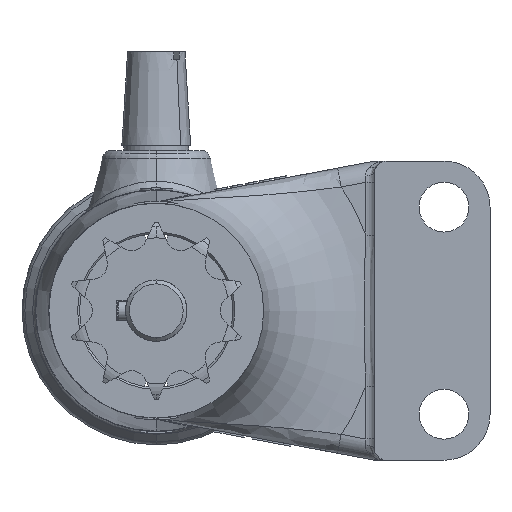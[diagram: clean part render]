
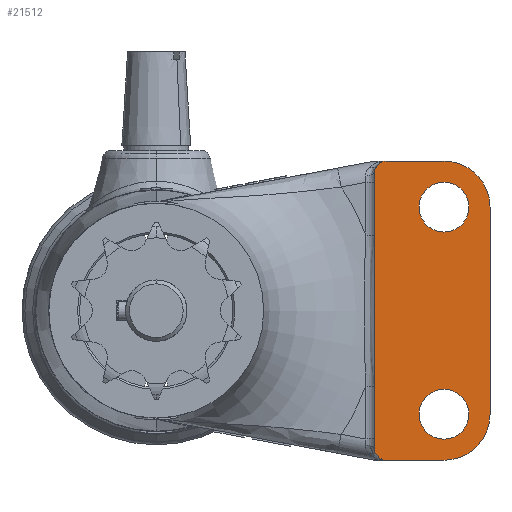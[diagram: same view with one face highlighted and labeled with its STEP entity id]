
A CAD part, left-side view. The second image highlights one B-rep face of the part: STEP entity #21512.
In plain terms, the highlighted planar face has unit normal (-1, 0, 0).
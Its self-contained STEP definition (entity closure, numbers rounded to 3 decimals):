
#21 = EDGE_CURVE ( 'NONE', #23478, #23602, #1044, .T. ) ;
#22 = EDGE_CURVE ( 'NONE', #23557, #23318, #1018, .T. ) ;
#266 = EDGE_CURVE ( 'NONE', #23318, #23557, #1068, .T. ) ;
#268 = EDGE_CURVE ( 'NONE', #23602, #23478, #1071, .T. ) ;
#520 = EDGE_CURVE ( 'NONE', #5919, #26448, #3652, .T. ) ;
#521 = EDGE_CURVE ( 'NONE', #5929, #5759, #3615, .T. ) ;
#528 = EDGE_CURVE ( 'NONE', #5919, #5929, #3216, .T. ) ;
#559 = EDGE_CURVE ( 'NONE', #5759, #6005, #3230, .T. ) ;
#622 = CARTESIAN_POINT ( 'NONE',  ( 57., -57., 36.858 ) ) ;
#623 = CARTESIAN_POINT ( 'NONE',  ( 57., -57.352, 37.451 ) ) ;
#624 = CARTESIAN_POINT ( 'NONE',  ( 57., -57.167, 37.161 ) ) ;
#657 = CARTESIAN_POINT ( 'NONE',  ( 57., -57.167, -37.161 ) ) ;
#670 = CARTESIAN_POINT ( 'NONE',  ( 57., -57.352, -37.451 ) ) ;
#674 = CARTESIAN_POINT ( 'NONE',  ( 57., -57., -36.858 ) ) ;
#787 = CARTESIAN_POINT ( 'NONE',  ( 57., -57.551, -37.733 ) ) ;
#1018 = CIRCLE ( 'NONE', #22542, 6.5 ) ;
#1044 = CIRCLE ( 'NONE', #22541, 6.5 ) ;
#1068 = CIRCLE ( 'NONE', #22604, 6.5 ) ;
#1071 = CIRCLE ( 'NONE', #22614, 6.5 ) ;
#2037 = DIRECTION ( 'NONE',  ( 0., 0., 1. ) ) ;
#2039 = DIRECTION ( 'NONE',  ( -1., 0., 0. ) ) ;
#2040 = DIRECTION ( 'NONE',  ( -1., 0., 0. ) ) ;
#2066 = CARTESIAN_POINT ( 'NONE',  ( 57., -75., -27. ) ) ;
#2073 = CARTESIAN_POINT ( 'NONE',  ( 57., -75., 27. ) ) ;
#2074 = DIRECTION ( 'NONE',  ( 0., 0., 1. ) ) ;
#3216 = B_SPLINE_CURVE_WITH_KNOTS ( 'NONE', 3,
 ( #16287, #623, #624, #622 ),
 .UNSPECIFIED., .F., .F.,
 ( 4, 4 ),
 ( 0., 0.001 ),
 .UNSPECIFIED. ) ;
#3230 = B_SPLINE_CURVE_WITH_KNOTS ( 'NONE', 3,
 ( #674, #657, #670, #787 ),
 .UNSPECIFIED., .F., .F.,
 ( 4, 4 ),
 ( 0., 0.001 ),
 .UNSPECIFIED. ) ;
#3615 = LINE ( 'NONE', #15847, #3647 ) ;
#3647 = VECTOR ( 'NONE', #15846, 1000. ) ;
#3652 = CIRCLE ( 'NONE', #22677, 3. ) ;
#3743 = LINE ( 'NONE', #32771, #3745 ) ;
#3745 = VECTOR ( 'NONE', #32763, 1000. ) ;
#3923 = CIRCLE ( 'NONE', #22721, 3. ) ;
#4220 = EDGE_CURVE ( 'NONE', #5562, #5954, #3743, .T. ) ;
#5401 = VERTEX_POINT ( 'NONE', #32941 ) ;
#5562 = VERTEX_POINT ( 'NONE', #11864 ) ;
#5759 = VERTEX_POINT ( 'NONE', #11679 ) ;
#5919 = VERTEX_POINT ( 'NONE', #12527 ) ;
#5929 = VERTEX_POINT ( 'NONE', #12234 ) ;
#5942 = VERTEX_POINT ( 'NONE', #12248 ) ;
#5954 = VERTEX_POINT ( 'NONE', #12504 ) ;
#6005 = VERTEX_POINT ( 'NONE', #12495 ) ;
#7835 = FACE_BOUND ( 'NONE', #34053, .T. ) ;
#7841 = FACE_BOUND ( 'NONE', #33491, .T. ) ;
#7843 = FACE_OUTER_BOUND ( 'NONE', #33439, .T. ) ;
#8058 = EDGE_CURVE ( 'NONE', #6005, #5954, #3923, .T. ) ;
#8155 = EDGE_CURVE ( 'NONE', #5942, #5562, #8656, .T. ) ;
#8159 = EDGE_CURVE ( 'NONE', #26347, #5942, #8658, .T. ) ;
#8164 = EDGE_CURVE ( 'NONE', #5401, #26347, #8669, .T. ) ;
#8173 = EDGE_CURVE ( 'NONE', #26448, #5401, #8677, .T. ) ;
#8656 = CIRCLE ( 'NONE', #22740, 12. ) ;
#8658 = LINE ( 'NONE', #9886, #8659 ) ;
#8659 = VECTOR ( 'NONE', #9912, 1000. ) ;
#8669 = CIRCLE ( 'NONE', #22742, 12. ) ;
#8677 = LINE ( 'NONE', #10004, #8678 ) ;
#8678 = VECTOR ( 'NONE', #10006, 1000. ) ;
#9642 = ORIENTED_EDGE ( 'NONE', *, *, #8058, .T. ) ;
#9643 = ORIENTED_EDGE ( 'NONE', *, *, #521, .T. ) ;
#9644 = ORIENTED_EDGE ( 'NONE', *, *, #528, .T. ) ;
#9645 = ORIENTED_EDGE ( 'NONE', *, *, #559, .T. ) ;
#9646 = ORIENTED_EDGE ( 'NONE', *, *, #520, .F. ) ;
#9647 = ORIENTED_EDGE ( 'NONE', *, *, #8173, .F. ) ;
#9648 = ORIENTED_EDGE ( 'NONE', *, *, #8164, .F. ) ;
#9649 = ORIENTED_EDGE ( 'NONE', *, *, #8159, .F. ) ;
#9650 = ORIENTED_EDGE ( 'NONE', *, *, #8155, .F. ) ;
#9652 = ORIENTED_EDGE ( 'NONE', *, *, #4220, .F. ) ;
#9654 = ORIENTED_EDGE ( 'NONE', *, *, #268, .F. ) ;
#9655 = ORIENTED_EDGE ( 'NONE', *, *, #21, .F. ) ;
#9657 = ORIENTED_EDGE ( 'NONE', *, *, #266, .F. ) ;
#9659 = ORIENTED_EDGE ( 'NONE', *, *, #22, .F. ) ;
#9819 = CARTESIAN_POINT ( 'NONE',  ( 57., -75., -27. ) ) ;
#9877 = DIRECTION ( 'NONE',  ( 1., 0., 0. ) ) ;
#9879 = DIRECTION ( 'NONE',  ( 0., 0., 1. ) ) ;
#9886 = CARTESIAN_POINT ( 'NONE',  ( 57., -87., -39. ) ) ;
#9912 = DIRECTION ( 'NONE',  ( 0., 0., -1. ) ) ;
#9931 = CARTESIAN_POINT ( 'NONE',  ( 57., -75., 27. ) ) ;
#9938 = DIRECTION ( 'NONE',  ( 1., 0., 0. ) ) ;
#9940 = DIRECTION ( 'NONE',  ( 0., 0., 1. ) ) ;
#10004 = CARTESIAN_POINT ( 'NONE',  ( 57., -87., 39. ) ) ;
#10006 = DIRECTION ( 'NONE',  ( 0., -1., 0. ) ) ;
#11423 = DIRECTION ( 'NONE',  ( 0., 0., 1. ) ) ;
#11679 = CARTESIAN_POINT ( 'NONE',  ( 57., -57., -36.858 ) ) ;
#11864 = CARTESIAN_POINT ( 'NONE',  ( 57., -75., -39. ) ) ;
#12234 = CARTESIAN_POINT ( 'NONE',  ( 57., -57., 36.858 ) ) ;
#12248 = CARTESIAN_POINT ( 'NONE',  ( 57., -87., -27. ) ) ;
#12495 = CARTESIAN_POINT ( 'NONE',  ( 57., -57.551, -37.733 ) ) ;
#12504 = CARTESIAN_POINT ( 'NONE',  ( 57., -60., -39. ) ) ;
#12520 = DIRECTION ( 'NONE',  ( -1., 0., 0. ) ) ;
#12521 = CARTESIAN_POINT ( 'NONE',  ( 57., -60., -36. ) ) ;
#12527 = CARTESIAN_POINT ( 'NONE',  ( 57., -57.551, 37.733 ) ) ;
#13005 = AXIS2_PLACEMENT_3D ( 'NONE', #14305, #14313, #14314 ) ;
#14294 = PLANE ( 'NONE',  #13005 ) ;
#14305 = CARTESIAN_POINT ( 'NONE',  ( 57., -75., -27. ) ) ;
#14313 = DIRECTION ( 'NONE',  ( -1., 0., 0. ) ) ;
#14314 = DIRECTION ( 'NONE',  ( 0., 0., 1. ) ) ;
#15818 = DIRECTION ( 'NONE',  ( 0., 0., 1. ) ) ;
#15819 = DIRECTION ( 'NONE',  ( 1., 0., 0. ) ) ;
#15846 = DIRECTION ( 'NONE',  ( 0., 0., -1. ) ) ;
#15847 = CARTESIAN_POINT ( 'NONE',  ( 57., -57., 39. ) ) ;
#16287 = CARTESIAN_POINT ( 'NONE',  ( 57., -57.551, 37.733 ) ) ;
#16293 = CARTESIAN_POINT ( 'NONE',  ( 57., -60., 36. ) ) ;
#21512 = ADVANCED_FACE ( 'NONE', ( #7835, #7841, #7843 ), #14294, .T. ) ;
#22541 = AXIS2_PLACEMENT_3D ( 'NONE', #26107, #26106, #26062 ) ;
#22542 = AXIS2_PLACEMENT_3D ( 'NONE', #25508, #25799, #25619 ) ;
#22604 = AXIS2_PLACEMENT_3D ( 'NONE', #2066, #2039, #2037 ) ;
#22614 = AXIS2_PLACEMENT_3D ( 'NONE', #2073, #2040, #2074 ) ;
#22677 = AXIS2_PLACEMENT_3D ( 'NONE', #16293, #15819, #15818 ) ;
#22721 = AXIS2_PLACEMENT_3D ( 'NONE', #12521, #12520, #11423 ) ;
#22740 = AXIS2_PLACEMENT_3D ( 'NONE', #9819, #9877, #9879 ) ;
#22742 = AXIS2_PLACEMENT_3D ( 'NONE', #9931, #9938, #9940 ) ;
#23318 = VERTEX_POINT ( 'NONE', #29082 ) ;
#23478 = VERTEX_POINT ( 'NONE', #29248 ) ;
#23557 = VERTEX_POINT ( 'NONE', #29332 ) ;
#23602 = VERTEX_POINT ( 'NONE', #29386 ) ;
#25508 = CARTESIAN_POINT ( 'NONE',  ( 57., -75., -27. ) ) ;
#25619 = DIRECTION ( 'NONE',  ( 0., 0., 1. ) ) ;
#25799 = DIRECTION ( 'NONE',  ( -1., 0., 0. ) ) ;
#26062 = DIRECTION ( 'NONE',  ( 0., 0., 1. ) ) ;
#26106 = DIRECTION ( 'NONE',  ( -1., 0., 0. ) ) ;
#26107 = CARTESIAN_POINT ( 'NONE',  ( 57., -75., 27. ) ) ;
#26347 = VERTEX_POINT ( 'NONE', #29515 ) ;
#26448 = VERTEX_POINT ( 'NONE', #29529 ) ;
#29082 = CARTESIAN_POINT ( 'NONE',  ( 57., -75., -33.5 ) ) ;
#29248 = CARTESIAN_POINT ( 'NONE',  ( 57., -75., 33.5 ) ) ;
#29332 = CARTESIAN_POINT ( 'NONE',  ( 57., -75., -20.5 ) ) ;
#29386 = CARTESIAN_POINT ( 'NONE',  ( 57., -75., 20.5 ) ) ;
#29515 = CARTESIAN_POINT ( 'NONE',  ( 57., -87., 27. ) ) ;
#29529 = CARTESIAN_POINT ( 'NONE',  ( 57., -60., 39. ) ) ;
#32763 = DIRECTION ( 'NONE',  ( 0., 1., 0. ) ) ;
#32771 = CARTESIAN_POINT ( 'NONE',  ( 57., -57., -39. ) ) ;
#32941 = CARTESIAN_POINT ( 'NONE',  ( 57., -75., 39. ) ) ;
#33439 = EDGE_LOOP ( 'NONE', ( #9652, #9650, #9649, #9648, #9647, #9646, #9644, #9643, #9645, #9642 ) ) ;
#33491 = EDGE_LOOP ( 'NONE', ( #9655, #9654 ) ) ;
#34053 = EDGE_LOOP ( 'NONE', ( #9659, #9657 ) ) ;
